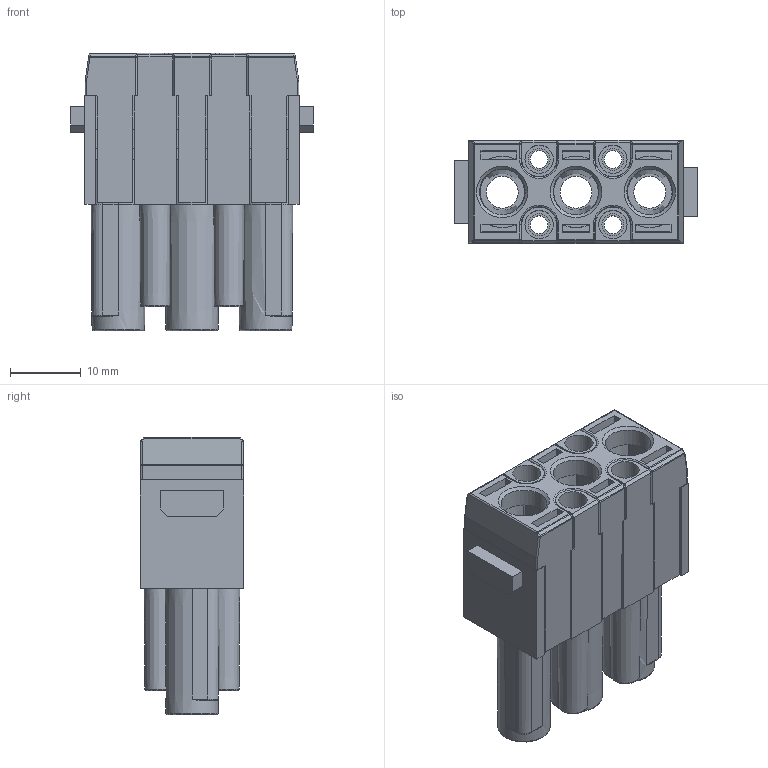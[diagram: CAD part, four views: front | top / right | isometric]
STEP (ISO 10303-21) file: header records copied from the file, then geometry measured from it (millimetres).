
FILE_DESCRIPTION(/* description */ (''),/* implementation_level */ '2;1');
FILE_NAME(/* name */ 'HMK-003&4-FC.stp',/* time_stamp */ '2023-09-18T16:11:33+08:00',/* author */ (''),/* organization */ (''),/* preprocessor_version */ 'ST-DEVELOPER v16',/* originating_system */ 'SIEMENS PLM Software NX 10.0',/* authorisation */ '');
FILE_SCHEMA (('AUTOMOTIVE_DESIGN { 1 0 10303 214 3 1 1 1 }'));
Length unit declared in the file: millimetre
Products named in the file (1): Admi16F8F3C4ytxk
Bounding box: 34.2 x 14.6 x 39.1 mm (x, y, z)
Volume: 6538.8 mm3; surface area: 12814.6 mm2
Topology: 1 solids, 3 shells, 522 faces, 1389 edges, 861 vertices
Faces by surface type: plane 318, cylinder 124, sphere 28, cone 27, torus 19, bspline 6
Full cylindrical faces by diameter (mm): 2.5 x4, 3.1 x8, 4 x4, 4.5 x3, 6.3 x6, 6.45 x3
Entity records: 15708 total; most frequent: CARTESIAN_POINT 2831, DIRECTION 2688, ORIENTED_EDGE 2608, EDGE_CURVE 1304, LINE 934, VECTOR 934, AXIS2_PLACEMENT_3D 877, VERTEX_POINT 836
